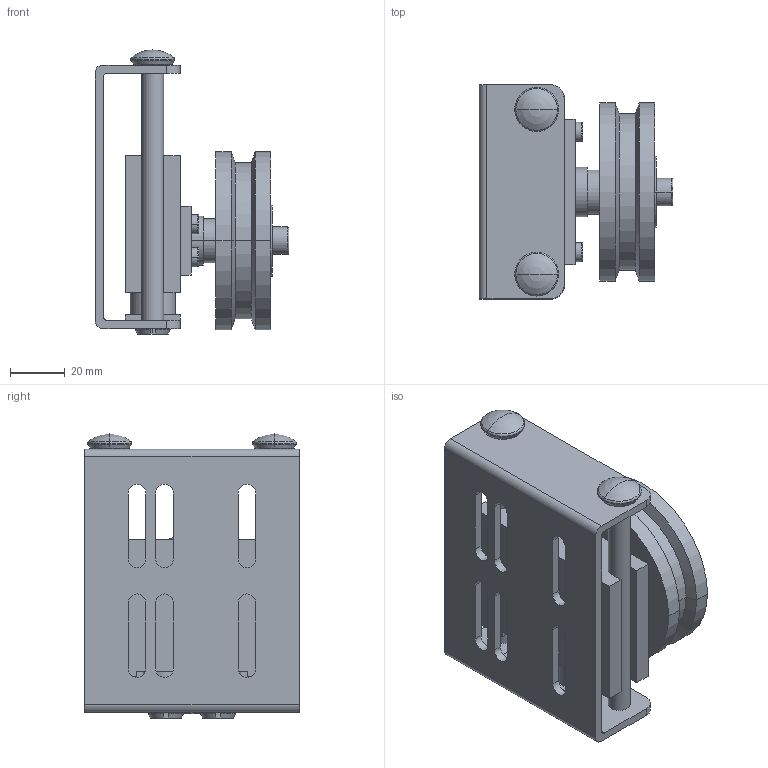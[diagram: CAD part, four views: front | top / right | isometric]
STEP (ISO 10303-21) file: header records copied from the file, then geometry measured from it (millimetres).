
FILE_DESCRIPTION(('STEP AP214'),'1');
FILE_NAME('cctmp_7B6DABD5-F6A0-4D5A-834D-820DB3BD30C5_2023_7_12_13_15_19_197..stp','2023-07-12T11:15:19',('Murtfeldt Kunststoffe GmbH & Co.KG'),('CADClick - www.CADClick.com'),'Spatial InterOp 3D',' ','unknown authorization');
FILE_SCHEMA(('AUTOMOTIVE_DESIGN'));
Length unit declared in the file: millimetre
Products named in the file (1): 1
Bounding box: 70.65 x 78 x 103.5 mm (x, y, z)
Volume: 167862.4 mm3; surface area: 70219.3 mm2
Topology: 2 solids, 17 shells, 473 faces, 1146 edges, 729 vertices
Faces by surface type: plane 227, cylinder 152, cone 54, torus 36, sphere 4
Entity records: 17546 total; most frequent: DIRECTION 2496, CARTESIAN_POINT 2360, ORIENTED_EDGE 2248, EDGE_CURVE 1124, AXIS2_PLACEMENT_3D 913, VERTEX_POINT 729, LINE 670, VECTOR 670
